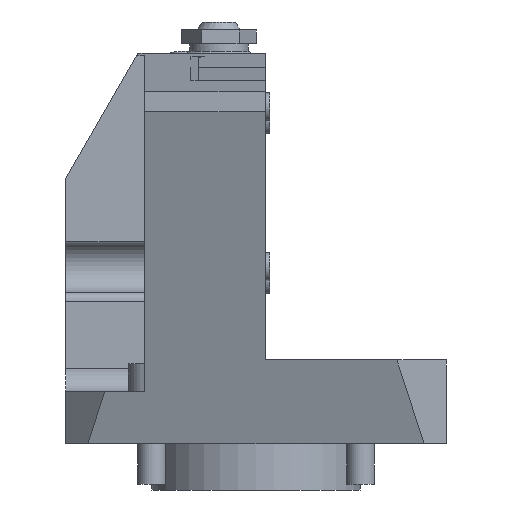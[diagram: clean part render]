
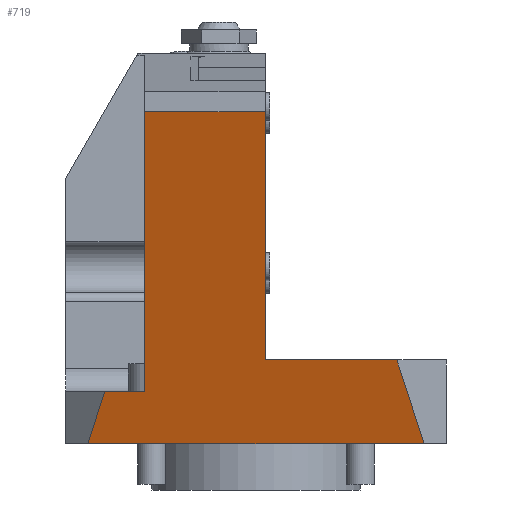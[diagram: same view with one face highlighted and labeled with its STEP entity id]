
A CAD part, front view. The second image highlights one B-rep face of the part: STEP entity #719.
In plain terms, the highlighted planar face has unit normal (0, -0.951, -0.309).
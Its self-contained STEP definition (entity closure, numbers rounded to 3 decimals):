
#109=LINE('',#3263,#324);
#131=LINE('',#3325,#346);
#132=LINE('',#3327,#347);
#133=LINE('',#3329,#348);
#134=LINE('',#3330,#349);
#135=LINE('',#3332,#350);
#136=LINE('',#3334,#351);
#137=LINE('',#3336,#352);
#324=VECTOR('',#2614,1.);
#346=VECTOR('',#2658,1.);
#347=VECTOR('',#2661,1.);
#348=VECTOR('',#2662,1.);
#349=VECTOR('',#2663,1.);
#350=VECTOR('',#2664,1.);
#351=VECTOR('',#2665,1.);
#352=VECTOR('',#2666,1.);
#537=PLANE('',#2354);
#626=FACE_OUTER_BOUND('',#960,.T.);
#719=ADVANCED_FACE('',(#626),#537,.F.);
#960=EDGE_LOOP('',(#1188,#1189,#1190,#1191,#1192,#1193,#1194,#1195));
#1188=ORIENTED_EDGE('',*,*,#1996,.F.);
#1189=ORIENTED_EDGE('',*,*,#1997,.T.);
#1190=ORIENTED_EDGE('',*,*,#1965,.T.);
#1191=ORIENTED_EDGE('',*,*,#1998,.F.);
#1192=ORIENTED_EDGE('',*,*,#1999,.T.);
#1193=ORIENTED_EDGE('',*,*,#2000,.T.);
#1194=ORIENTED_EDGE('',*,*,#2001,.F.);
#1195=ORIENTED_EDGE('',*,*,#1995,.T.);
#1750=VERTEX_POINT('',#3262);
#1751=VERTEX_POINT('',#3264);
#1773=VERTEX_POINT('',#3312);
#1779=VERTEX_POINT('',#3324);
#1780=VERTEX_POINT('',#3328);
#1781=VERTEX_POINT('',#3331);
#1782=VERTEX_POINT('',#3333);
#1783=VERTEX_POINT('',#3335);
#1965=EDGE_CURVE('',#1751,#1750,#109,.T.);
#1995=EDGE_CURVE('',#1773,#1779,#131,.T.);
#1996=EDGE_CURVE('',#1780,#1779,#132,.T.);
#1997=EDGE_CURVE('',#1780,#1751,#133,.T.);
#1998=EDGE_CURVE('',#1781,#1750,#134,.T.);
#1999=EDGE_CURVE('',#1781,#1782,#135,.T.);
#2000=EDGE_CURVE('',#1782,#1783,#136,.T.);
#2001=EDGE_CURVE('',#1773,#1783,#137,.T.);
#2354=AXIS2_PLACEMENT_3D('',#3337,#2667,#2668);
#2614=DIRECTION('',(0.,-0.309,0.951));
#2658=DIRECTION('',(1.,0.,0.));
#2661=DIRECTION('',(0.295,0.295,-0.909));
#2662=DIRECTION('',(-1.,0.,0.));
#2663=DIRECTION('',(1.,0.,0.));
#2664=DIRECTION('',(0.,0.309,-0.951));
#2665=DIRECTION('',(-1.,0.,0.));
#2666=DIRECTION('',(0.295,-0.295,0.909));
#2667=DIRECTION('',(0.,0.951,0.309));
#2668=DIRECTION('',(0.,-0.309,0.951));
#3262=CARTESIAN_POINT('',(2.,-60.,71.402));
#3263=CARTESIAN_POINT('',(2.,-36.8,0.));
#3264=CARTESIAN_POINT('',(2.,-42.649,18.));
#3312=CARTESIAN_POINT('',(-36.2,-36.8,0.));
#3324=CARTESIAN_POINT('',(36.2,-36.8,0.));
#3325=CARTESIAN_POINT('',(-41.,-36.8,0.));
#3327=CARTESIAN_POINT('',(29.471,-43.529,20.711));
#3328=CARTESIAN_POINT('',(30.351,-42.649,18.));
#3329=CARTESIAN_POINT('',(-41.,-42.649,18.));
#3330=CARTESIAN_POINT('',(-41.,-60.,71.402));
#3331=CARTESIAN_POINT('',(-24.,-60.,71.402));
#3332=CARTESIAN_POINT('',(-24.,-36.8,0.));
#3333=CARTESIAN_POINT('',(-24.,-40.439,11.2));
#3334=CARTESIAN_POINT('',(-41.,-40.439,11.2));
#3335=CARTESIAN_POINT('',(-32.561,-40.439,11.2));
#3336=CARTESIAN_POINT('',(-36.618,-36.382,-1.288));
#3337=CARTESIAN_POINT('',(-41.,-36.8,0.));
